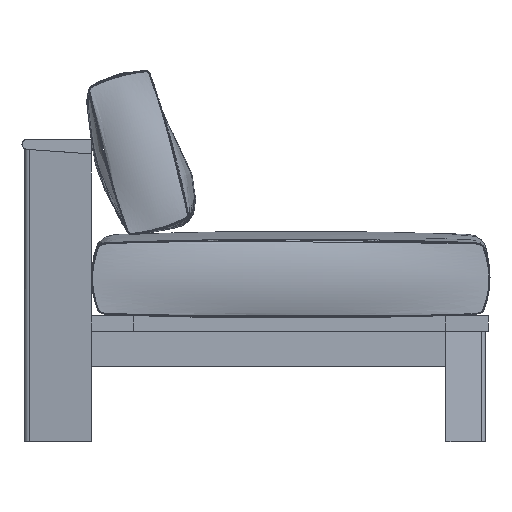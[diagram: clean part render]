
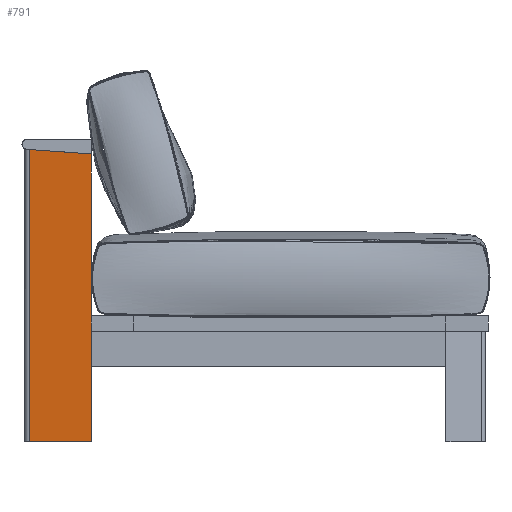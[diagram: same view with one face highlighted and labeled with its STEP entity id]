
A CAD part, left-side view. The second image highlights one B-rep face of the part: STEP entity #791.
In plain terms, the highlighted planar face has unit normal (-0.991, 0.133, 0).
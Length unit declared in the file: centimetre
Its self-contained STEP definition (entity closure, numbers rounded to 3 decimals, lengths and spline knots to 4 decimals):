
#147=PLANE('',#3112);
#791=ADVANCED_FACE('',(#976),#147,.T.);
#976=FACE_OUTER_BOUND('',#1161,.T.);
#1161=EDGE_LOOP('',(#1759,#1760,#1761,#1762));
#1759=ORIENTED_EDGE('',*,*,#2241,.T.);
#1760=ORIENTED_EDGE('',*,*,#2222,.T.);
#1761=ORIENTED_EDGE('',*,*,#2242,.F.);
#1762=ORIENTED_EDGE('',*,*,#2227,.F.);
#2222=EDGE_CURVE('',#2858,#2866,#2574,.T.);
#2227=EDGE_CURVE('',#2860,#2867,#2579,.T.);
#2241=EDGE_CURVE('',#2860,#2858,#2590,.T.);
#2242=EDGE_CURVE('',#2867,#2866,#2591,.T.);
#2574=B_SPLINE_CURVE_WITH_KNOTS('',1,(#40967,#40968),.UNSPECIFIED.,.F.,
 .F.,(2,2),(0.,542.5208),.UNSPECIFIED.);
#2579=B_SPLINE_CURVE_WITH_KNOTS('',1,(#40977,#40978),.UNSPECIFIED.,.F.,
 .F.,(2,2),(0.,589.2556),.UNSPECIFIED.);
#2590=B_SPLINE_CURVE_WITH_KNOTS('',1,(#41071,#41072),.UNSPECIFIED.,.F.,
 .F.,(2,2),(-106.6267,-20.301),.UNSPECIFIED.);
#2591=B_SPLINE_CURVE_WITH_KNOTS('',3,(#41073,#41074,#41075,#41076),
 .UNSPECIFIED.,.F.,.F.,(4,4),(6.0938,133.3406),
 .UNSPECIFIED.);
#2858=VERTEX_POINT('',#40953);
#2860=VERTEX_POINT('',#40955);
#2866=VERTEX_POINT('',#40961);
#2867=VERTEX_POINT('',#40962);
#3112=AXIS2_PLACEMENT_3D('',#40952,#3293,$);
#3293=DIRECTION('',(-0.991,0.132,0.));
#40952=CARTESIAN_POINT('',(-65.3855,77.0414,-25.7449));
#40953=CARTESIAN_POINT('',(-64.99,80.,-22.225));
#40955=CARTESIAN_POINT('',(-63.3082,92.5809,-22.225));
#40961=CARTESIAN_POINT('',(-64.99,80.,35.8));
#40962=CARTESIAN_POINT('',(-63.3082,92.5809,36.7006));
#40967=CARTESIAN_POINT('',(-64.99,80.,-22.225));
#40968=CARTESIAN_POINT('',(-64.99,80.,35.8));
#40977=CARTESIAN_POINT('',(-63.3082,92.5809,-22.225));
#40978=CARTESIAN_POINT('',(-63.3082,92.5809,36.7006));
#41071=CARTESIAN_POINT('',(-63.3082,92.5809,-22.225));
#41072=CARTESIAN_POINT('',(-64.99,80.,-22.225));
#41073=CARTESIAN_POINT('',(-63.3082,92.5809,36.7006));
#41074=CARTESIAN_POINT('',(-63.8688,88.3872,36.4004));
#41075=CARTESIAN_POINT('',(-64.4294,84.1936,36.1002));
#41076=CARTESIAN_POINT('',(-64.99,80.,35.8));
